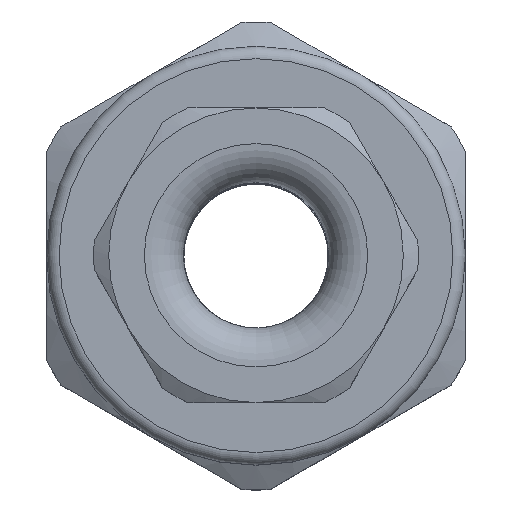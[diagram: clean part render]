
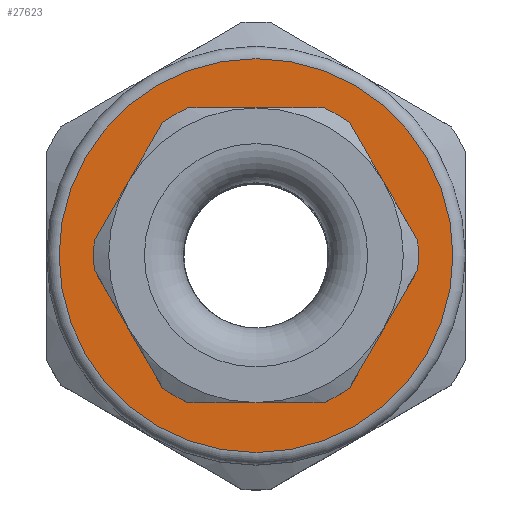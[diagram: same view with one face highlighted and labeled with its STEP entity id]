
A CAD part, top view. The second image highlights one B-rep face of the part: STEP entity #27623.
In plain terms, the highlighted planar face has unit normal (0, 0, 1).
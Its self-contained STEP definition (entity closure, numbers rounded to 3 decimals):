
#27596=CARTESIAN_POINT('',(0.,0.,27.));
#27597=DIRECTION('',(0.,0.,1.));
#27598=DIRECTION('',(1.,0.,0.));
#27599=AXIS2_PLACEMENT_3D('',#27596,#27597,#27598);
#27600=PLANE('',#27599);
#27601=CARTESIAN_POINT('',(8.5,-0.,27.));
#27602=VERTEX_POINT('',#27601);
#27603=CARTESIAN_POINT('',(0.,0.,27.));
#27604=DIRECTION('',(-0.,-0.,-1.));
#27605=DIRECTION('',(1.,0.,-0.));
#27606=AXIS2_PLACEMENT_3D('',#27603,#27604,#27605);
#27607=CIRCLE('',#27606,8.5);
#27608=EDGE_CURVE('',#27602,#27602,#27607,.T.);
#27609=ORIENTED_EDGE('',*,*,#27608,.T.);
#27610=EDGE_LOOP('',(#27609));
#27611=FACE_BOUND('',#27610,.T.);
#27612=CARTESIAN_POINT('',(12.7,-0.,27.));
#27613=VERTEX_POINT('',#27612);
#27614=CARTESIAN_POINT('',(0.,0.,27.));
#27615=DIRECTION('',(0.,0.,1.));
#27616=DIRECTION('',(1.,0.,-0.));
#27617=AXIS2_PLACEMENT_3D('',#27614,#27615,#27616);
#27618=CIRCLE('',#27617,12.7);
#27619=EDGE_CURVE('',#27613,#27613,#27618,.T.);
#27620=ORIENTED_EDGE('',*,*,#27619,.T.);
#27621=EDGE_LOOP('',(#27620));
#27622=FACE_BOUND('',#27621,.T.);
#27623=ADVANCED_FACE('',(#27611,#27622),#27600,.T.);
